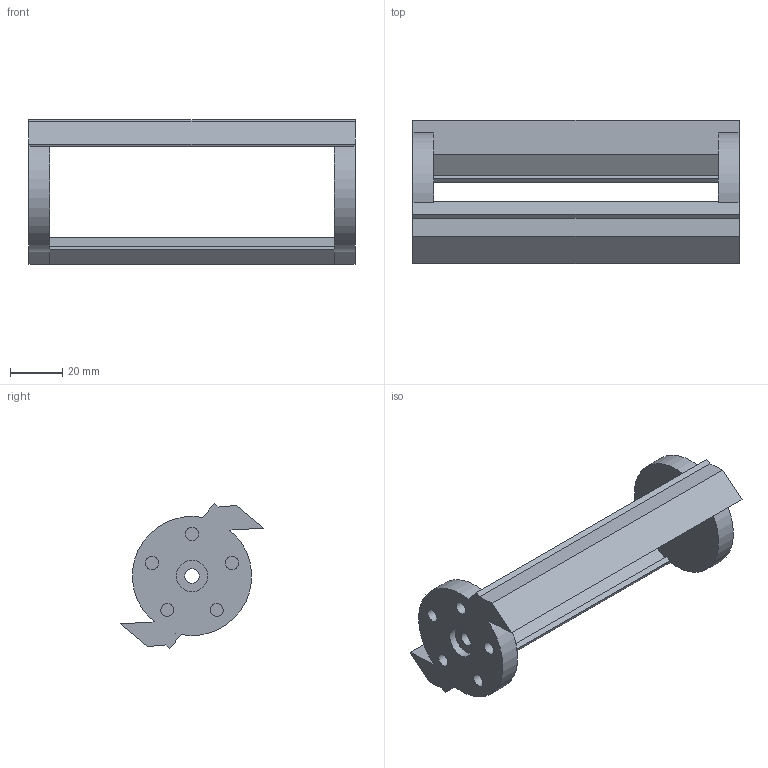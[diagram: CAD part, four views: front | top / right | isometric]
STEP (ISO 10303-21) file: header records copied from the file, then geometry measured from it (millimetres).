
FILE_DESCRIPTION(/* description */ (''),/* implementation_level */ '2;1');
FILE_NAME(/* name */ 'Arma.step',/* time_stamp */ '2025-08-30T10:58:39+01:00',/* author */ (''),/* organization */ (''),/* preprocessor_version */ 'ST-DEVELOPER v20.1',/* originating_system */ 'Autodesk Translation Framework v14.10.0.0',/* authorisation */ '');
FILE_SCHEMA (('AUTOMOTIVE_DESIGN { 1 0 10303 214 3 1 1 }'));
Length unit declared in the file: millimetre
Products named in the file (1): Arma
Bounding box: 125 x 55.02 x 55.47 mm (x, y, z)
Volume: 55678 mm3; surface area: 23498.8 mm2
Topology: 1 solids, 1 shells, 51 faces, 131 edges, 82 vertices
Faces by surface type: plane 36, cylinder 15
Full cylindrical faces by diameter (mm): 5 x5, 5.5 x1, 8 x1, 12 x1, 22 x1
Entity records: 1596 total; most frequent: DIRECTION 265, CARTESIAN_POINT 265, ORIENTED_EDGE 262, EDGE_CURVE 131, LINE 101, VECTOR 101, VERTEX_POINT 82, AXIS2_PLACEMENT_3D 82
